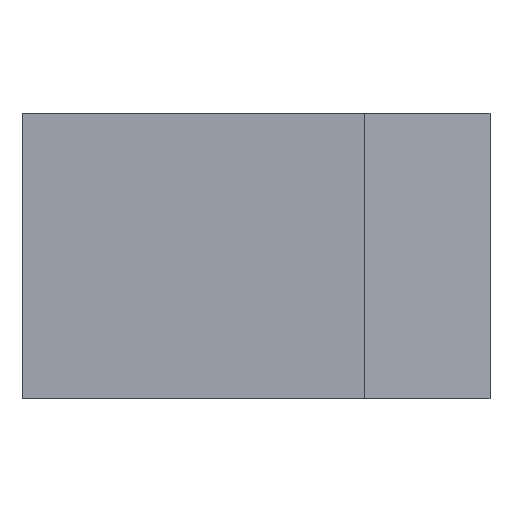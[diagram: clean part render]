
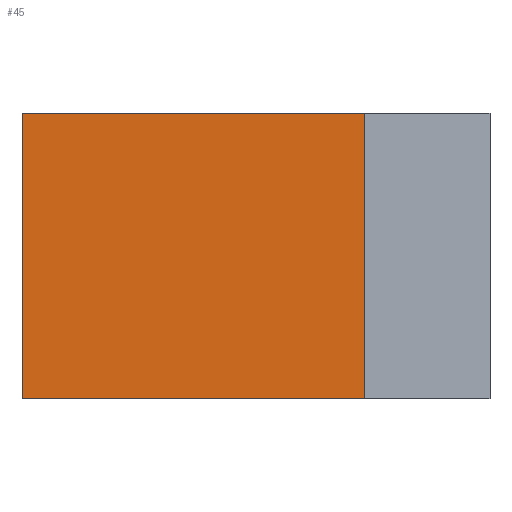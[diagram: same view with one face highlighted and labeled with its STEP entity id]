
A CAD part, left-side view. The second image highlights one B-rep face of the part: STEP entity #45.
In plain terms, the highlighted planar face has unit normal (-1, 0, 0).
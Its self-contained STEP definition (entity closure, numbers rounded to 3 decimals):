
#15 = CARTESIAN_POINT ( 'NONE',  ( -37.5, -15.033, 25. ) ) ;
#38 = VECTOR ( 'NONE', #660, 1000. ) ;
#45 = ADVANCED_FACE ( 'NONE', ( #455 ), #963, .F. ) ;
#93 = CARTESIAN_POINT ( 'NONE',  ( -37.5, 45., 25. ) ) ;
#123 = VERTEX_POINT ( 'NONE', #292 ) ;
#188 = ORIENTED_EDGE ( 'NONE', *, *, #606, .T. ) ;
#202 = EDGE_CURVE ( 'NONE', #230, #123, #773, .T. ) ;
#230 = VERTEX_POINT ( 'NONE', #513 ) ;
#273 = CARTESIAN_POINT ( 'NONE',  ( -37.5, 16.033, 25. ) ) ;
#292 = CARTESIAN_POINT ( 'NONE',  ( -37.5, -15.033, -25. ) ) ;
#396 = CARTESIAN_POINT ( 'NONE',  ( -37.5, 45., 25. ) ) ;
#397 = EDGE_LOOP ( 'NONE', ( #939, #1400, #1339, #188 ) ) ;
#455 = FACE_OUTER_BOUND ( 'NONE', #397, .T. ) ;
#479 = VERTEX_POINT ( 'NONE', #93 ) ;
#513 = CARTESIAN_POINT ( 'NONE',  ( -37.5, -15.033, 25. ) ) ;
#521 = DIRECTION ( 'NONE',  ( 0., 0., -1. ) ) ;
#554 = DIRECTION ( 'NONE',  ( 0., -1., 0. ) ) ;
#606 = EDGE_CURVE ( 'NONE', #479, #746, #1315, .T. ) ;
#645 = EDGE_CURVE ( 'NONE', #479, #230, #976, .T. ) ;
#660 = DIRECTION ( 'NONE',  ( 0., 0., -1. ) ) ;
#746 = VERTEX_POINT ( 'NONE', #1349 ) ;
#773 = LINE ( 'NONE', #15, #983 ) ;
#790 = VECTOR ( 'NONE', #554, 1000. ) ;
#820 = CARTESIAN_POINT ( 'NONE',  ( -37.5, 45., 25. ) ) ;
#939 = ORIENTED_EDGE ( 'NONE', *, *, #942, .T. ) ;
#942 = EDGE_CURVE ( 'NONE', #746, #123, #1021, .T. ) ;
#963 = PLANE ( 'NONE',  #1455 ) ;
#976 = LINE ( 'NONE', #820, #1429 ) ;
#983 = VECTOR ( 'NONE', #521, 1000. ) ;
#1021 = LINE ( 'NONE', #1313, #790 ) ;
#1124 = DIRECTION ( 'NONE',  ( 1., 0., 0. ) ) ;
#1195 = DIRECTION ( 'NONE',  ( 0., -1., 0. ) ) ;
#1313 = CARTESIAN_POINT ( 'NONE',  ( -37.5, 16.033, -25. ) ) ;
#1315 = LINE ( 'NONE', #396, #38 ) ;
#1339 = ORIENTED_EDGE ( 'NONE', *, *, #645, .F. ) ;
#1349 = CARTESIAN_POINT ( 'NONE',  ( -37.5, 45., -25. ) ) ;
#1396 = DIRECTION ( 'NONE',  ( 0., 1., 0. ) ) ;
#1400 = ORIENTED_EDGE ( 'NONE', *, *, #202, .F. ) ;
#1429 = VECTOR ( 'NONE', #1195, 1000. ) ;
#1455 = AXIS2_PLACEMENT_3D ( 'NONE', #273, #1124, #1396 ) ;
